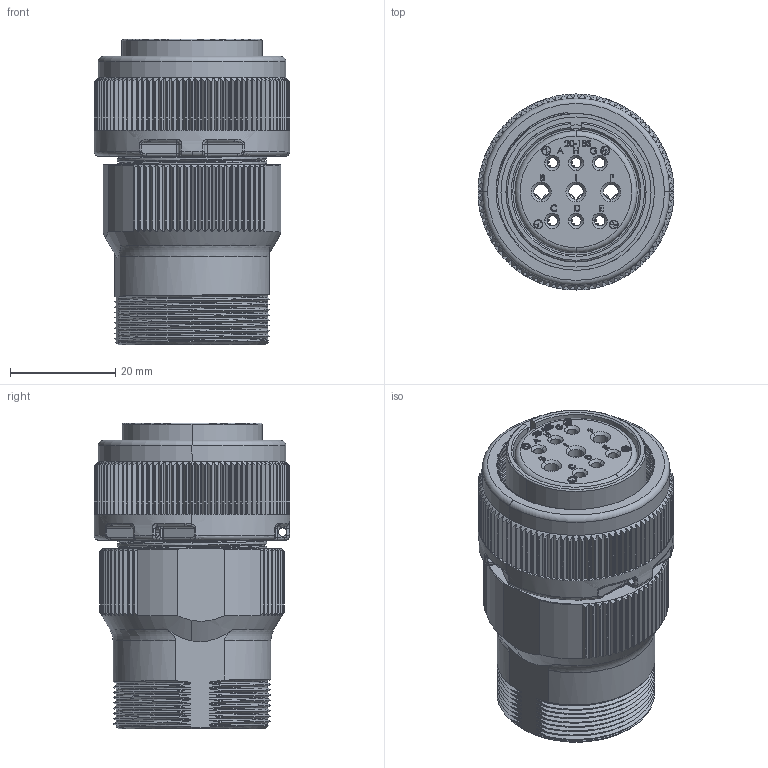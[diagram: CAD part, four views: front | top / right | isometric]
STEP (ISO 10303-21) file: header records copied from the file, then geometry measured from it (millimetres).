
FILE_DESCRIPTION (( 'STEP AP214' ), '1' );
FILE_NAME ('SV2C-PC-CON.STEP', '2020-11-04T20:47:55', ( '' ), ( '' ), 'SwSTEP 2.0', 'SolidWorks 2017', '' );
FILE_SCHEMA (( 'AUTOMOTIVE_DESIGN' ));
Length unit declared in the file: inch
Products named in the file (1): SV2C-PC-CON
Bounding box: 37.2 x 37.2 x 58.1 mm (x, y, z)
Volume: 30665.6 mm3; surface area: 28691 mm2
Topology: 16 solids, 16 shells, 1983 faces, 5408 edges, 3545 vertices
Faces by surface type: plane 1079, cylinder 575, bspline 238, cone 40, torus 36, sphere 15
Entity records: 97361 total; most frequent: CARTESIAN_POINT 50601, ORIENTED_EDGE 10756, DIRECTION 8179, EDGE_CURVE 5378, VERTEX_POINT 3528, AXIS2_PLACEMENT_3D 2907, LINE 2365, VECTOR 2365
